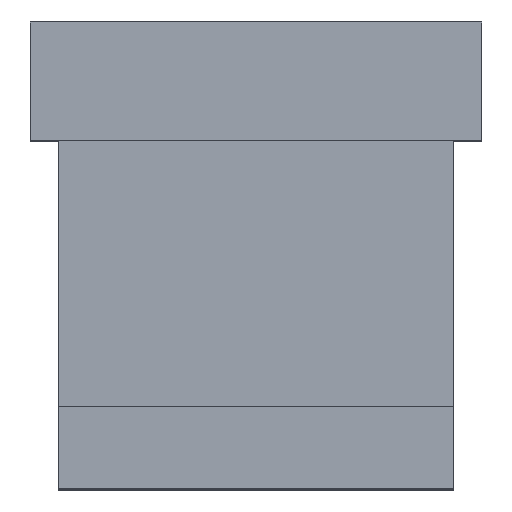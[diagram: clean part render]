
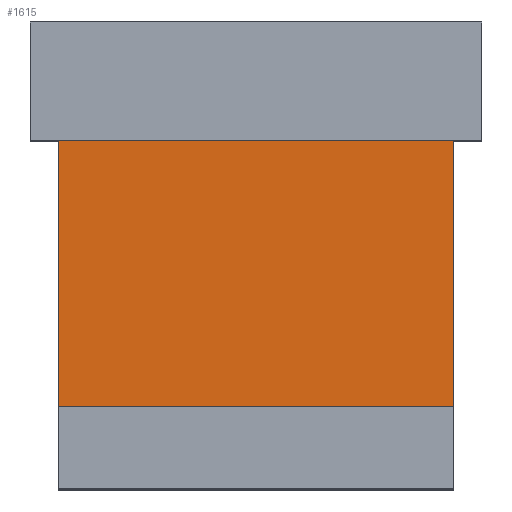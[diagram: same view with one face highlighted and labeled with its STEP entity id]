
A CAD part, top view. The second image highlights one B-rep face of the part: STEP entity #1615.
In plain terms, the highlighted planar face has unit normal (0, 0, 1).
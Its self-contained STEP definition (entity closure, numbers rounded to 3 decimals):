
#23 = VERTEX_POINT ( 'NONE', #572 ) ;
#34 = ORIENTED_EDGE ( 'NONE', *, *, #1548, .F. ) ;
#63 = VERTEX_POINT ( 'NONE', #166 ) ;
#64 = CARTESIAN_POINT ( 'NONE',  ( -0.635, 1.11, 1.015 ) ) ;
#145 = ORIENTED_EDGE ( 'NONE', *, *, #1625, .F. ) ;
#166 = CARTESIAN_POINT ( 'NONE',  ( -0.635, 0.254, 1.015 ) ) ;
#237 = VECTOR ( 'NONE', #589, 1000. ) ;
#282 = CARTESIAN_POINT ( 'NONE',  ( 0.635, 1.11, 1.015 ) ) ;
#365 = FACE_OUTER_BOUND ( 'NONE', #1837, .T. ) ;
#404 = LINE ( 'NONE', #827, #1922 ) ;
#420 = LINE ( 'NONE', #1683, #1674 ) ;
#565 = AXIS2_PLACEMENT_3D ( 'NONE', #1152, #1141, #1131 ) ;
#572 = CARTESIAN_POINT ( 'NONE',  ( 0.635, 0.254, 1.015 ) ) ;
#589 = DIRECTION ( 'NONE',  ( -1., 0., 0. ) ) ;
#767 = VECTOR ( 'NONE', #1697, 1000. ) ;
#815 = DIRECTION ( 'NONE',  ( 0., -1., 0. ) ) ;
#827 = CARTESIAN_POINT ( 'NONE',  ( 0.635, 1.49, 1.015 ) ) ;
#891 = ORIENTED_EDGE ( 'NONE', *, *, #1067, .T. ) ;
#943 = LINE ( 'NONE', #1473, #237 ) ;
#963 = VERTEX_POINT ( 'NONE', #64 ) ;
#1067 = EDGE_CURVE ( 'NONE', #963, #63, #1320, .T. ) ;
#1131 = DIRECTION ( 'NONE',  ( -1., 0., 0. ) ) ;
#1141 = DIRECTION ( 'NONE',  ( 0., 0., -1. ) ) ;
#1152 = CARTESIAN_POINT ( 'NONE',  ( -0.635, 1.49, 1.015 ) ) ;
#1320 = LINE ( 'NONE', #1703, #767 ) ;
#1407 = PLANE ( 'NONE',  #565 ) ;
#1422 = VERTEX_POINT ( 'NONE', #282 ) ;
#1434 = ORIENTED_EDGE ( 'NONE', *, *, #1887, .T. ) ;
#1473 = CARTESIAN_POINT ( 'NONE',  ( -0.725, 1.11, 1.015 ) ) ;
#1548 = EDGE_CURVE ( 'NONE', #23, #63, #420, .T. ) ;
#1607 = DIRECTION ( 'NONE',  ( -1., 0., 0. ) ) ;
#1615 = ADVANCED_FACE ( 'NONE', ( #365 ), #1407, .F. ) ;
#1625 = EDGE_CURVE ( 'NONE', #1422, #23, #404, .T. ) ;
#1674 = VECTOR ( 'NONE', #1607, 1000. ) ;
#1683 = CARTESIAN_POINT ( 'NONE',  ( -0.635, 0.254, 1.015 ) ) ;
#1697 = DIRECTION ( 'NONE',  ( 0., -1., 0. ) ) ;
#1703 = CARTESIAN_POINT ( 'NONE',  ( -0.635, 1.49, 1.015 ) ) ;
#1837 = EDGE_LOOP ( 'NONE', ( #34, #145, #1434, #891 ) ) ;
#1887 = EDGE_CURVE ( 'NONE', #1422, #963, #943, .T. ) ;
#1922 = VECTOR ( 'NONE', #815, 1000. ) ;
